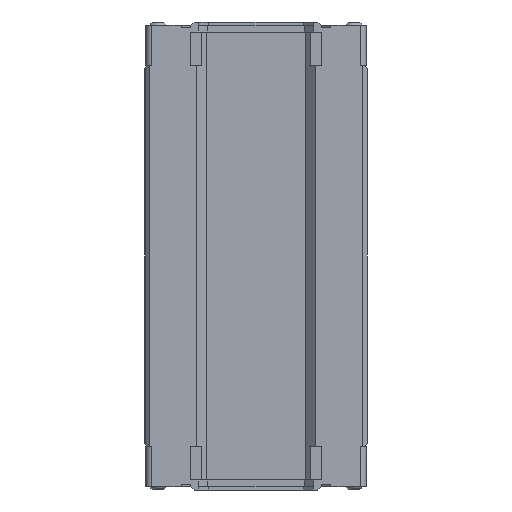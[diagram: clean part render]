
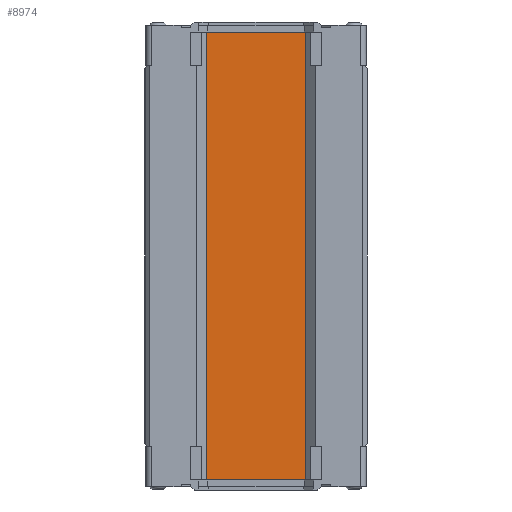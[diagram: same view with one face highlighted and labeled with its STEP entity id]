
A CAD part, front view. The second image highlights one B-rep face of the part: STEP entity #8974.
In plain terms, the highlighted planar face has unit normal (0, -1, 0).
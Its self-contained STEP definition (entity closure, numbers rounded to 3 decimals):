
#1132=FACE_OUTER_BOUND('',#1636,.T.);
#1636=EDGE_LOOP('',(#8143,#8144,#8145,#8146));
#2449=LINE('',#14527,#3403);
#2491=LINE('',#14659,#3445);
#2589=LINE('',#14892,#3543);
#2590=LINE('',#14894,#3544);
#3403=VECTOR('',#11924,10.);
#3445=VECTOR('',#12062,10.);
#3543=VECTOR('',#12302,10.);
#3544=VECTOR('',#12305,10.);
#4273=VERTEX_POINT('',#14524);
#4274=VERTEX_POINT('',#14526);
#4315=VERTEX_POINT('',#14656);
#4316=VERTEX_POINT('',#14658);
#5458=EDGE_CURVE('',#4273,#4274,#2449,.T.);
#5524=EDGE_CURVE('',#4315,#4316,#2491,.T.);
#5641=EDGE_CURVE('',#4273,#4316,#2589,.T.);
#5642=EDGE_CURVE('',#4274,#4315,#2590,.T.);
#8143=ORIENTED_EDGE('',*,*,#5641,.T.);
#8144=ORIENTED_EDGE('',*,*,#5524,.F.);
#8145=ORIENTED_EDGE('',*,*,#5642,.F.);
#8146=ORIENTED_EDGE('',*,*,#5458,.F.);
#8504=PLANE('',#9789);
#8974=ADVANCED_FACE('',(#1132),#8504,.T.);
#9789=AXIS2_PLACEMENT_3D('',#14893,#12303,#12304);
#11924=DIRECTION('',(-1.,0.,0.));
#12062=DIRECTION('',(1.,0.,0.));
#12302=DIRECTION('',(0.,0.,1.));
#12303=DIRECTION('center_axis',(0.,-1.,0.));
#12304=DIRECTION('ref_axis',(1.,0.,0.));
#12305=DIRECTION('',(0.,0.,1.));
#14524=CARTESIAN_POINT('',(22.75,-17.4,-100.5));
#14526=CARTESIAN_POINT('',(-22.75,-17.4,-100.5));
#14527=CARTESIAN_POINT('',(-22.75,-17.4,-100.5));
#14656=CARTESIAN_POINT('',(-22.75,-17.4,100.5));
#14658=CARTESIAN_POINT('',(22.75,-17.4,100.5));
#14659=CARTESIAN_POINT('',(-22.75,-17.4,100.5));
#14892=CARTESIAN_POINT('',(22.75,-17.4,0.));
#14893=CARTESIAN_POINT('Origin',(-22.75,-17.4,0.));
#14894=CARTESIAN_POINT('',(-22.75,-17.4,0.));
